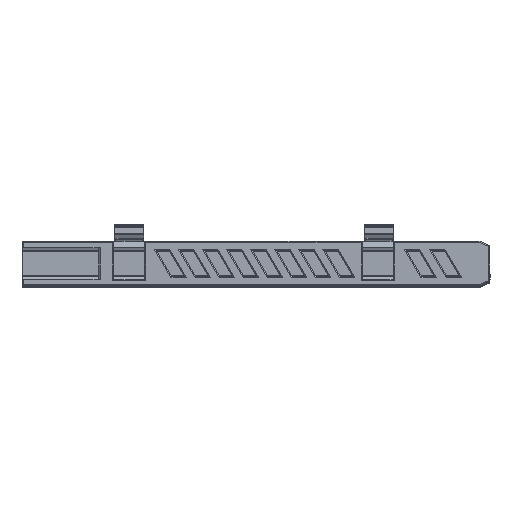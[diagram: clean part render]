
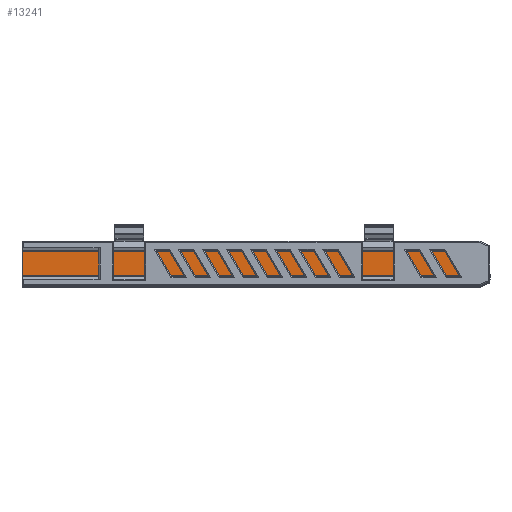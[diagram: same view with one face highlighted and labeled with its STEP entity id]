
A CAD part, top view. The second image highlights one B-rep face of the part: STEP entity #13241.
In plain terms, the highlighted planar face has unit normal (0, 0, 1).
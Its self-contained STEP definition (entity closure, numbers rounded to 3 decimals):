
#369=CIRCLE('',#14109,1.);
#371=CIRCLE('',#14115,1.);
#651=FACE_OUTER_BOUND('',#1439,.T.);
#1439=EDGE_LOOP('',(#9807,#9808,#9809,#9810,#9811,#9812));
#2578=LINE('',#19340,#4346);
#2588=LINE('',#19369,#4356);
#2589=LINE('',#19370,#4357);
#2590=LINE('',#19371,#4358);
#4346=VECTOR('',#15787,10.);
#4356=VECTOR('',#15819,10.);
#4357=VECTOR('',#15820,10.);
#4358=VECTOR('',#15821,10.);
#5944=VERTEX_POINT('',#19334);
#5946=VERTEX_POINT('',#19338);
#5950=VERTEX_POINT('',#19349);
#5952=VERTEX_POINT('',#19363);
#5953=VERTEX_POINT('',#19367);
#5954=VERTEX_POINT('',#19368);
#7320=EDGE_CURVE('',#5944,#5946,#2578,.T.);
#7326=EDGE_CURVE('',#5950,#5944,#369,.T.);
#7333=EDGE_CURVE('',#5952,#5946,#371,.T.);
#7334=EDGE_CURVE('',#5953,#5954,#2588,.T.);
#7335=EDGE_CURVE('',#5954,#5950,#2589,.T.);
#7336=EDGE_CURVE('',#5953,#5952,#2590,.T.);
#9807=ORIENTED_EDGE('',*,*,#7334,.T.);
#9808=ORIENTED_EDGE('',*,*,#7335,.T.);
#9809=ORIENTED_EDGE('',*,*,#7326,.T.);
#9810=ORIENTED_EDGE('',*,*,#7320,.T.);
#9811=ORIENTED_EDGE('',*,*,#7333,.F.);
#9812=ORIENTED_EDGE('',*,*,#7336,.F.);
#12540=PLANE('',#14116);
#13241=ADVANCED_FACE('',(#651),#12540,.F.);
#14109=AXIS2_PLACEMENT_3D('',#19352,#15798,#15799);
#14115=AXIS2_PLACEMENT_3D('',#19365,#15815,#15816);
#14116=AXIS2_PLACEMENT_3D('',#19366,#15817,#15818);
#15787=DIRECTION('',(0.,-1.,0.));
#15798=DIRECTION('center_axis',(0.,0.,
1.));
#15799=DIRECTION('ref_axis',(0.,1.,0.));
#15815=DIRECTION('center_axis',(0.,0.,
-1.));
#15816=DIRECTION('ref_axis',(0.,-1.,0.));
#15817=DIRECTION('center_axis',(0.,0.,
-1.));
#15818=DIRECTION('ref_axis',(0.,-1.,0.));
#15819=DIRECTION('',(0.,1.,0.));
#15820=DIRECTION('',(-1.,0.,0.));
#15821=DIRECTION('',(-1.,0.,0.));
#19334=CARTESIAN_POINT('',(13.05,-37.127,-13.509));
#19338=CARTESIAN_POINT('',(13.05,-45.677,-13.509));
#19340=CARTESIAN_POINT('',(13.05,-37.127,-13.509));
#19349=CARTESIAN_POINT('',(14.05,-36.127,-13.509));
#19352=CARTESIAN_POINT('Origin',(14.05,-37.127,-13.509));
#19363=CARTESIAN_POINT('',(14.05,-46.677,-13.509));
#19365=CARTESIAN_POINT('Origin',(14.05,-45.677,-13.509));
#19366=CARTESIAN_POINT('Origin',(171.,-36.127,-13.509));
#19367=CARTESIAN_POINT('',(172.,-46.677,-13.509));
#19368=CARTESIAN_POINT('',(172.,-36.127,-13.509));
#19369=CARTESIAN_POINT('',(172.,-38.765,-13.509));
#19370=CARTESIAN_POINT('',(171.,-36.127,-13.509));
#19371=CARTESIAN_POINT('',(171.,-46.677,-13.509));
